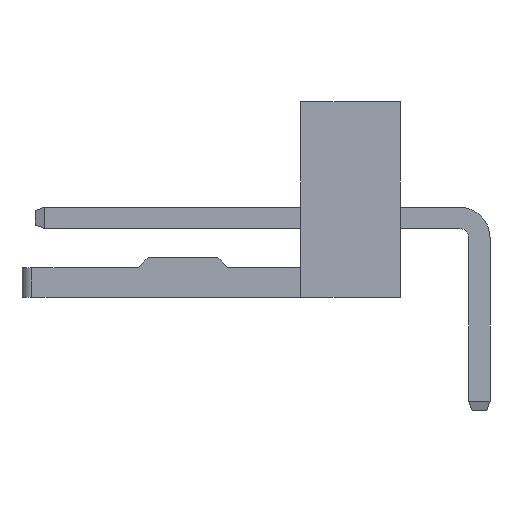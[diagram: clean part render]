
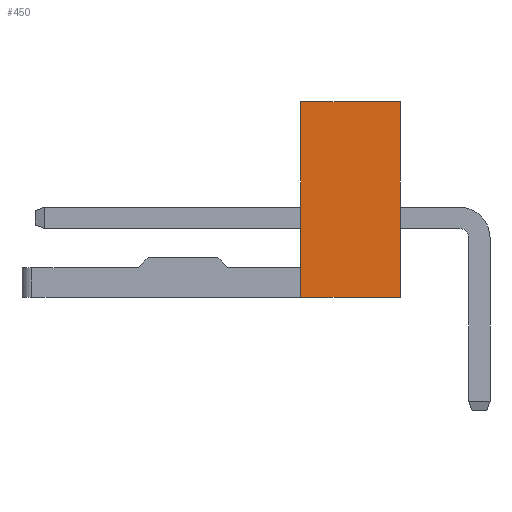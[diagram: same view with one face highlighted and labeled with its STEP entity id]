
A CAD part, left-side view. The second image highlights one B-rep face of the part: STEP entity #450.
In plain terms, the highlighted planar face has unit normal (-1, 0, 0).
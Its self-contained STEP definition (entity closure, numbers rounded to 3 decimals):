
#19 = EDGE_CURVE ( 'NONE', #1407, #2271, #220, .T. ) ;
#99 = VECTOR ( 'NONE', #1809, 1000. ) ;
#220 = LINE ( 'NONE', #2215, #2306 ) ;
#340 = CARTESIAN_POINT ( 'NONE',  ( -1.27, 5.38, 0. ) ) ;
#365 = DIRECTION ( 'NONE',  ( 0., 0., 1. ) ) ;
#427 = CARTESIAN_POINT ( 'NONE',  ( -1.27, 2.38, 0. ) ) ;
#450 = ADVANCED_FACE ( 'NONE', ( #1716 ), #1736, .T. ) ;
#549 = VECTOR ( 'NONE', #365, 1000. ) ;
#569 = DIRECTION ( 'NONE',  ( 0., 1., 0. ) ) ;
#573 = CARTESIAN_POINT ( 'NONE',  ( -1.27, 2.38, 0. ) ) ;
#586 = DIRECTION ( 'NONE',  ( -1., 0., 0. ) ) ;
#637 = CARTESIAN_POINT ( 'NONE',  ( -1.27, 5.38, 5.9 ) ) ;
#836 = CARTESIAN_POINT ( 'NONE',  ( -1.27, 5.38, 0. ) ) ;
#851 = ORIENTED_EDGE ( 'NONE', *, *, #19, .F. ) ;
#874 = DIRECTION ( 'NONE',  ( 0., 1., 0. ) ) ;
#920 = LINE ( 'NONE', #340, #99 ) ;
#941 = ORIENTED_EDGE ( 'NONE', *, *, #2328, .T. ) ;
#976 = EDGE_CURVE ( 'NONE', #1407, #1881, #2228, .T. ) ;
#1000 = CARTESIAN_POINT ( 'NONE',  ( -1.27, 2.38, 5.9 ) ) ;
#1020 = AXIS2_PLACEMENT_3D ( 'NONE', #573, #586, #1317 ) ;
#1036 = VECTOR ( 'NONE', #874, 1000. ) ;
#1317 = DIRECTION ( 'NONE',  ( 0., 0., 1. ) ) ;
#1386 = VERTEX_POINT ( 'NONE', #637 ) ;
#1407 = VERTEX_POINT ( 'NONE', #427 ) ;
#1485 = EDGE_LOOP ( 'NONE', ( #2146, #851, #1964, #941 ) ) ;
#1716 = FACE_OUTER_BOUND ( 'NONE', #1485, .T. ) ;
#1736 = PLANE ( 'NONE',  #1020 ) ;
#1809 = DIRECTION ( 'NONE',  ( 0., 0., -1. ) ) ;
#1855 = CARTESIAN_POINT ( 'NONE',  ( -1.27, 2.38, 0. ) ) ;
#1881 = VERTEX_POINT ( 'NONE', #1000 ) ;
#1964 = ORIENTED_EDGE ( 'NONE', *, *, #976, .T. ) ;
#2146 = ORIENTED_EDGE ( 'NONE', *, *, #2372, .T. ) ;
#2215 = CARTESIAN_POINT ( 'NONE',  ( -1.27, 2.38, 0. ) ) ;
#2228 = LINE ( 'NONE', #1855, #549 ) ;
#2271 = VERTEX_POINT ( 'NONE', #836 ) ;
#2282 = LINE ( 'NONE', #2327, #1036 ) ;
#2306 = VECTOR ( 'NONE', #569, 1000. ) ;
#2327 = CARTESIAN_POINT ( 'NONE',  ( -1.27, 2.38, 5.9 ) ) ;
#2328 = EDGE_CURVE ( 'NONE', #1881, #1386, #2282, .T. ) ;
#2372 = EDGE_CURVE ( 'NONE', #1386, #2271, #920, .T. ) ;
